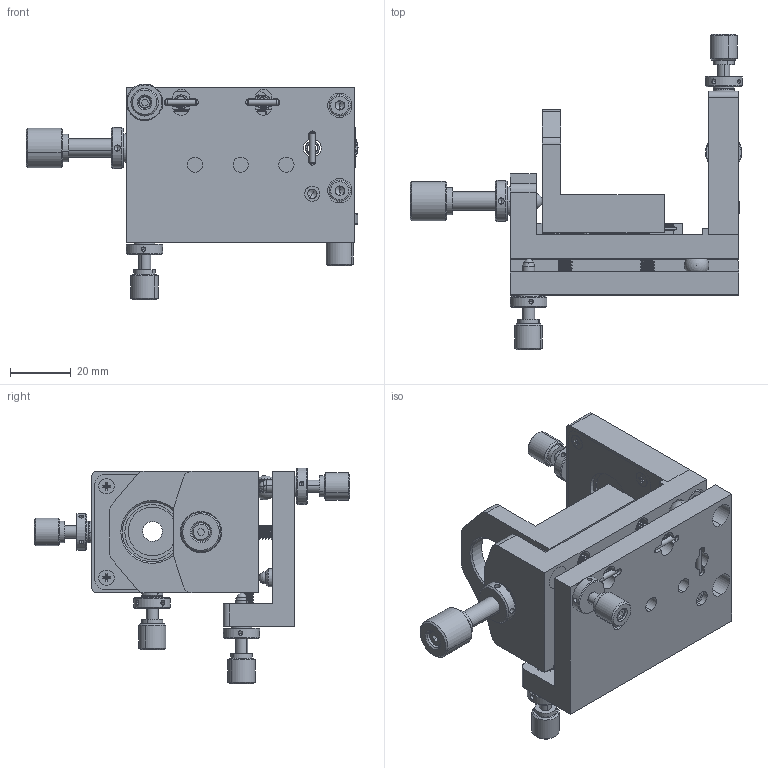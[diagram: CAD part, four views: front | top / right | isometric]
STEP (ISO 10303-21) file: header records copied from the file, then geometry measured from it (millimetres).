
FILE_DESCRIPTION (( 'STEP AP203' ), '1' );
FILE_NAME ('NASF13-5A.STEP', '2022-07-21T03:09:10', ( '' ), ( '' ), 'SwSTEP 2.0', 'SolidWorks 2021', '' );
FILE_SCHEMA (( 'CONFIG_CONTROL_DESIGN' ));
Products named in the file (1): NASF13-5A
Bounding box: 108.91 x 103.61 x 70.85 mm (x, y, z)
Volume: 103685.3 mm3; surface area: 63058 mm2
Topology: 71 solids, 79 shells, 2059 faces, 4986 edges, 3073 vertices
Faces by surface type: plane 1017, cylinder 606, cone 336, bspline 58, torus 30, sphere 12
Entity records: 91615 total; most frequent: CARTESIAN_POINT 43791, DIRECTION 10090, ORIENTED_EDGE 9624, EDGE_CURVE 4812, AXIS2_PLACEMENT_3D 3534, VERTEX_POINT 3055, VECTOR 3022, LINE 3022
